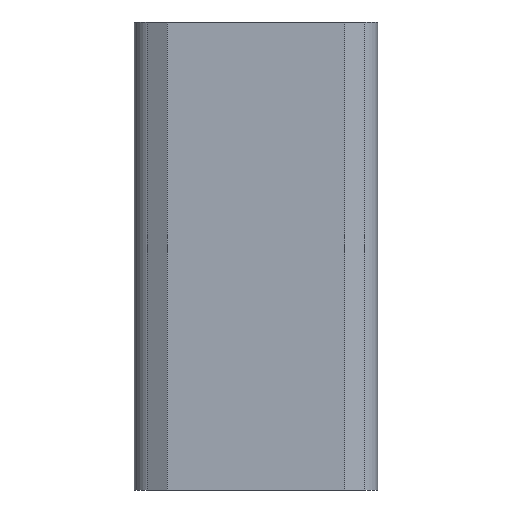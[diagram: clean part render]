
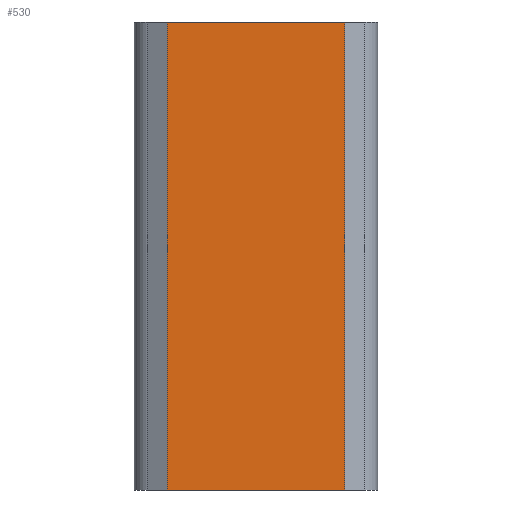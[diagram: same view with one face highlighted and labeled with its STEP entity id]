
A CAD part, front view. The second image highlights one B-rep face of the part: STEP entity #530.
In plain terms, the highlighted planar face has unit normal (0, -1, 0).
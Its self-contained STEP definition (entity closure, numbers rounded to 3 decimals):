
#45=FACE_OUTER_BOUND('',#74,.T.);
#74=EDGE_LOOP('',(#395,#396,#397,#398));
#101=LINE('',#849,#158);
#121=LINE('',#902,#178);
#122=LINE('',#905,#179);
#123=LINE('',#906,#180);
#158=VECTOR('',#684,10.);
#178=VECTOR('',#726,10.);
#179=VECTOR('',#729,10.);
#180=VECTOR('',#730,10.);
#235=VERTEX_POINT('',#846);
#236=VERTEX_POINT('',#848);
#258=VERTEX_POINT('',#900);
#259=VERTEX_POINT('',#904);
#285=EDGE_CURVE('',#235,#236,#101,.T.);
#312=EDGE_CURVE('',#258,#235,#121,.T.);
#313=EDGE_CURVE('',#259,#258,#122,.T.);
#314=EDGE_CURVE('',#259,#236,#123,.T.);
#395=ORIENTED_EDGE('',*,*,#312,.F.);
#396=ORIENTED_EDGE('',*,*,#313,.F.);
#397=ORIENTED_EDGE('',*,*,#314,.T.);
#398=ORIENTED_EDGE('',*,*,#285,.F.);
#509=PLANE('',#634);
#530=ADVANCED_FACE('',(#45),#509,.T.);
#634=AXIS2_PLACEMENT_3D('',#903,#727,#728);
#684=DIRECTION('',(-1.,0.,0.));
#726=DIRECTION('',(0.,0.,-1.));
#727=DIRECTION('center_axis',(0.,-1.,0.));
#728=DIRECTION('ref_axis',(1.,0.,0.));
#729=DIRECTION('',(1.,0.,0.));
#730=DIRECTION('',(0.,0.,-1.));
#846=CARTESIAN_POINT('',(18.92,-9.,-50.));
#848=CARTESIAN_POINT('',(-18.92,-9.,-50.));
#849=CARTESIAN_POINT('',(18.92,-9.,-50.));
#900=CARTESIAN_POINT('',(18.92,-9.,50.));
#902=CARTESIAN_POINT('',(18.92,-9.,0.));
#903=CARTESIAN_POINT('Origin',(-18.92,-9.,0.));
#904=CARTESIAN_POINT('',(-18.92,-9.,50.));
#905=CARTESIAN_POINT('',(18.92,-9.,50.));
#906=CARTESIAN_POINT('',(-18.92,-9.,0.));
